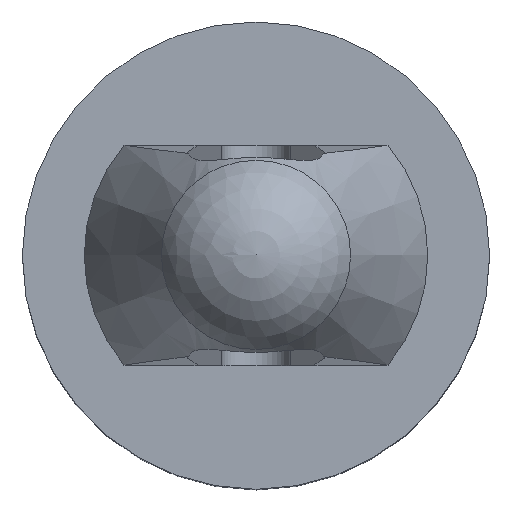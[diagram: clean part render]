
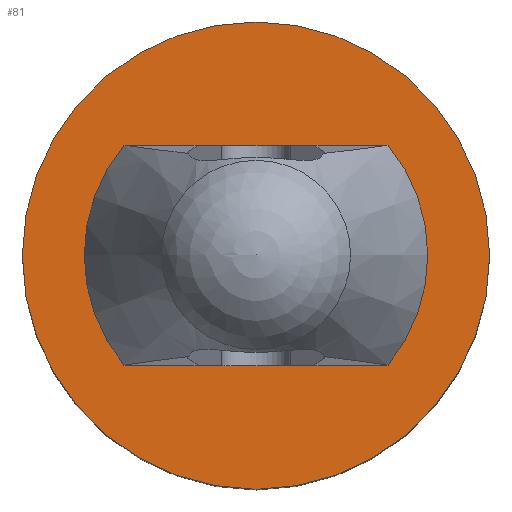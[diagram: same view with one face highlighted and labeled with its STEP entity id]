
A CAD part, top view. The second image highlights one B-rep face of the part: STEP entity #81.
In plain terms, the highlighted planar face has unit normal (0, 0, 1).
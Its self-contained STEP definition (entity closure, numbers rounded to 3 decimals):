
#81 = ADVANCED_FACE( '', ( #186, #187 ), #188, .T. );
#186 = FACE_BOUND( '', #317, .T. );
#187 = FACE_OUTER_BOUND( '', #318, .T. );
#188 = PLANE( '', #319 );
#317 = EDGE_LOOP( '', ( #506, #507, #508, #509, #510, #511 ) );
#318 = EDGE_LOOP( '', ( #512 ) );
#319 = AXIS2_PLACEMENT_3D( '', #513, #514, #515 );
#506 = ORIENTED_EDGE( '', *, *, #833, .T. );
#507 = ORIENTED_EDGE( '', *, *, #834, .F. );
#508 = ORIENTED_EDGE( '', *, *, #786, .F. );
#509 = ORIENTED_EDGE( '', *, *, #835, .T. );
#510 = ORIENTED_EDGE( '', *, *, #836, .T. );
#511 = ORIENTED_EDGE( '', *, *, #781, .T. );
#512 = ORIENTED_EDGE( '', *, *, #837, .F. );
#513 = CARTESIAN_POINT( '', ( -0.95, 0., 1.5 ) );
#514 = DIRECTION( '', ( 0., 0., 1. ) );
#515 = DIRECTION( '', ( 1., 0., 0. ) );
#781 = EDGE_CURVE( '', #928, #926, #929, .T. );
#786 = EDGE_CURVE( '', #936, #937, #938, .T. );
#833 = EDGE_CURVE( '', #926, #1015, #1016, .T. );
#834 = EDGE_CURVE( '', #937, #1015, #1017, .T. );
#835 = EDGE_CURVE( '', #936, #1018, #1019, .T. );
#836 = EDGE_CURVE( '', #1018, #928, #1020, .T. );
#837 = EDGE_CURVE( '', #1021, #1021, #1022, .T. );
#926 = VERTEX_POINT( '', #1137 );
#928 = VERTEX_POINT( '', #1140 );
#929 = LINE( '', #1141, #1142 );
#936 = VERTEX_POINT( '', #1151 );
#937 = VERTEX_POINT( '', #1152 );
#938 = LINE( '', #1153, #1154 );
#1015 = VERTEX_POINT( '', #1298 );
#1016 = CIRCLE( '', #1299, 0.95 );
#1017 = LINE( '', #1300, #1301 );
#1018 = VERTEX_POINT( '', #1302 );
#1019 = CIRCLE( '', #1303, 0.95 );
#1020 = LINE( '', #1304, #1305 );
#1021 = VERTEX_POINT( '', #1306 );
#1022 = CIRCLE( '', #1307, 1.7 );
#1137 = CARTESIAN_POINT( '', ( -0.512, -0.8, 1.5 ) );
#1140 = CARTESIAN_POINT( '', ( 0., -0.8, 1.5 ) );
#1141 = CARTESIAN_POINT( '', ( 1.7, -0.8, 1.5 ) );
#1142 = VECTOR( '', #1499, 1000. );
#1151 = CARTESIAN_POINT( '', ( 0.512, 0.8, 1.5 ) );
#1152 = CARTESIAN_POINT( '', ( 0., 0.8, 1.5 ) );
#1153 = CARTESIAN_POINT( '', ( 1.7, 0.8, 1.5 ) );
#1154 = VECTOR( '', #1505, 1000. );
#1298 = CARTESIAN_POINT( '', ( -0.512, 0.8, 1.5 ) );
#1299 = AXIS2_PLACEMENT_3D( '', #1558, #1559, #1560 );
#1300 = CARTESIAN_POINT( '', ( 1.7, 0.8, 1.5 ) );
#1301 = VECTOR( '', #1561, 1000. );
#1302 = CARTESIAN_POINT( '', ( 0.512, -0.8, 1.5 ) );
#1303 = AXIS2_PLACEMENT_3D( '', #1562, #1563, #1564 );
#1304 = CARTESIAN_POINT( '', ( 1.7, -0.8, 1.5 ) );
#1305 = VECTOR( '', #1565, 1000. );
#1306 = CARTESIAN_POINT( '', ( -1.7, 0., 1.5 ) );
#1307 = AXIS2_PLACEMENT_3D( '', #1566, #1567, #1568 );
#1499 = DIRECTION( '', ( -1., 0., 0. ) );
#1505 = DIRECTION( '', ( -1., 0., 0. ) );
#1558 = CARTESIAN_POINT( '', ( 0., 0., 1.5 ) );
#1559 = DIRECTION( '', ( 0., 0., -1. ) );
#1560 = DIRECTION( '', ( -1., 0., 0. ) );
#1561 = DIRECTION( '', ( -1., 0., 0. ) );
#1562 = CARTESIAN_POINT( '', ( 0., 0., 1.5 ) );
#1563 = DIRECTION( '', ( 0., 0., -1. ) );
#1564 = DIRECTION( '', ( -1., 0., 0. ) );
#1565 = DIRECTION( '', ( -1., 0., 0. ) );
#1566 = CARTESIAN_POINT( '', ( 0., 0., 1.5 ) );
#1567 = DIRECTION( '', ( 0., 0., -1. ) );
#1568 = DIRECTION( '', ( -1., 0., 0. ) );
